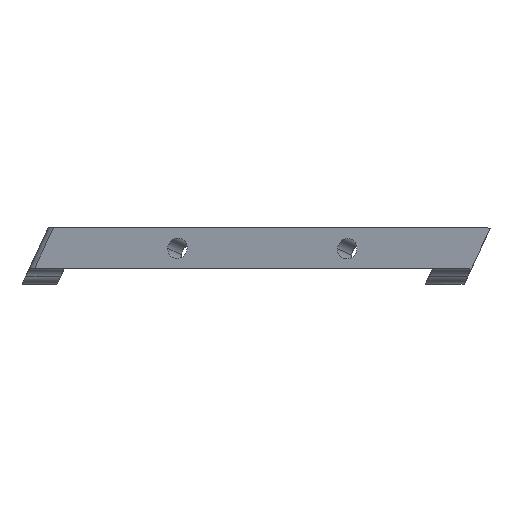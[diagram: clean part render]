
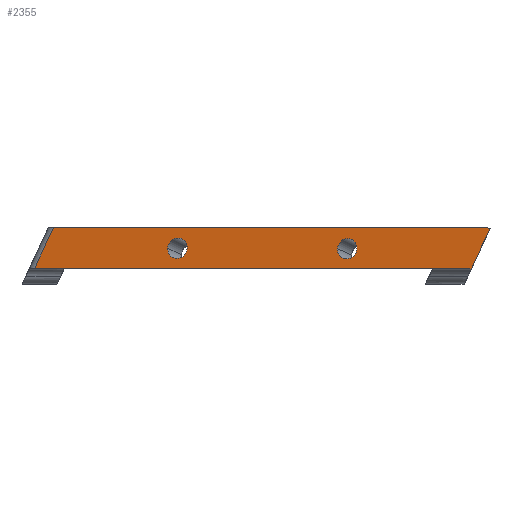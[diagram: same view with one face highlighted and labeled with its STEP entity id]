
A CAD part, left-side view. The second image highlights one B-rep face of the part: STEP entity #2355.
In plain terms, the highlighted planar face has unit normal (-0.939, 0.311, 0.145).
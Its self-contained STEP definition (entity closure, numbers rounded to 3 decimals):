
#20 = DIRECTION ( 'NONE',  ( -0.315, -0.949, 0. ) ) ;
#95 = EDGE_CURVE ( 'NONE', #1907, #485, #2086, .T. ) ;
#160 = CIRCLE ( 'NONE', #1495, 2.3 ) ;
#202 = ORIENTED_EDGE ( 'NONE', *, *, #2385, .T. ) ;
#293 = CARTESIAN_POINT ( 'NONE',  ( -95.484, 9.327, -12.063 ) ) ;
#328 = VECTOR ( 'NONE', #2129, 1000. ) ;
#351 = DIRECTION ( 'NONE',  ( 0., -0.423, 0.906 ) ) ;
#378 = CARTESIAN_POINT ( 'NONE',  ( -95.697, 8.799, -12.309 ) ) ;
#388 = CARTESIAN_POINT ( 'NONE',  ( -51.714, 141.412, -12.063 ) ) ;
#414 = CARTESIAN_POINT ( 'NONE',  ( -51.714, 137.186, -3. ) ) ;
#426 = DIRECTION ( 'NONE',  ( -0.343, -0.851, -0.397 ) ) ;
#485 = VERTEX_POINT ( 'NONE', #696 ) ;
#507 = ORIENTED_EDGE ( 'NONE', *, *, #1009, .F. ) ;
#527 = DIRECTION ( 'NONE',  ( -0.315, -0.949, 0. ) ) ;
#556 = DIRECTION ( 'NONE',  ( -0.939, 0.311, 0.145 ) ) ;
#560 = FACE_BOUND ( 'NONE', #634, .T. ) ;
#611 = VERTEX_POINT ( 'NONE', #2110 ) ;
#615 = VECTOR ( 'NONE', #20, 1000. ) ;
#624 = LINE ( 'NONE', #388, #615 ) ;
#634 = EDGE_LOOP ( 'NONE', ( #1527, #1798 ) ) ;
#692 = AXIS2_PLACEMENT_3D ( 'NONE', #1719, #739, #1297 ) ;
#696 = CARTESIAN_POINT ( 'NONE',  ( -86.536, 34.298, -7.703 ) ) ;
#698 = EDGE_CURVE ( 'NONE', #2088, #1246, #624, .T. ) ;
#701 = EDGE_LOOP ( 'NONE', ( #507, #1771 ) ) ;
#739 = DIRECTION ( 'NONE',  ( -0.939, 0.311, 0.145 ) ) ;
#794 = CARTESIAN_POINT ( 'NONE',  ( -85.089, 38.664, -7.703 ) ) ;
#831 = CARTESIAN_POINT ( 'NONE',  ( -72.493, 76.629, -7.607 ) ) ;
#864 = EDGE_CURVE ( 'NONE', #1897, #611, #1951, .T. ) ;
#899 = ORIENTED_EDGE ( 'NONE', *, *, #2368, .T. ) ;
#901 = DIRECTION ( 'NONE',  ( -0.939, 0.311, 0.145 ) ) ;
#902 = CARTESIAN_POINT ( 'NONE',  ( -63.332, 106.354, -12.063 ) ) ;
#927 = FACE_OUTER_BOUND ( 'NONE', #1903, .T. ) ;
#929 = CARTESIAN_POINT ( 'NONE',  ( -85.812, 36.481, -7.703 ) ) ;
#952 = PLANE ( 'NONE',  #692 ) ;
#974 = CARTESIAN_POINT ( 'NONE',  ( -95.484, 5.101, -3. ) ) ;
#977 = CARTESIAN_POINT ( 'NONE',  ( -73.217, 74.446, -7.607 ) ) ;
#1002 = CIRCLE ( 'NONE', #1325, 2.3 ) ;
#1009 = EDGE_CURVE ( 'NONE', #485, #1907, #1002, .T. ) ;
#1029 = CARTESIAN_POINT ( 'NONE',  ( -95.697, 4.573, -3.246 ) ) ;
#1087 = CARTESIAN_POINT ( 'NONE',  ( -63.332, 102.128, -3. ) ) ;
#1183 = DIRECTION ( 'NONE',  ( 0., -0.423, 0.906 ) ) ;
#1194 = EDGE_CURVE ( 'NONE', #1246, #1195, #1619, .T. ) ;
#1195 = VERTEX_POINT ( 'NONE', #2383 ) ;
#1228 = DIRECTION ( 'NONE',  ( -0.315, -0.949, 0. ) ) ;
#1246 = VERTEX_POINT ( 'NONE', #293 ) ;
#1275 = VERTEX_POINT ( 'NONE', #1087 ) ;
#1288 = ORIENTED_EDGE ( 'NONE', *, *, #1743, .F. ) ;
#1297 = DIRECTION ( 'NONE',  ( -0.315, -0.949, 0. ) ) ;
#1318 = DIRECTION ( 'NONE',  ( 0.343, 0.851, 0.397 ) ) ;
#1323 = DIRECTION ( 'NONE',  ( -0.315, -0.949, 0. ) ) ;
#1325 = AXIS2_PLACEMENT_3D ( 'NONE', #1499, #901, #527 ) ;
#1329 = CARTESIAN_POINT ( 'NONE',  ( -63.332, 106.354, -12.063 ) ) ;
#1332 = DIRECTION ( 'NONE',  ( -0.939, 0.311, 0.145 ) ) ;
#1344 = EDGE_CURVE ( 'NONE', #611, #1897, #160, .T. ) ;
#1389 = LINE ( 'NONE', #414, #328 ) ;
#1418 = ORIENTED_EDGE ( 'NONE', *, *, #698, .T. ) ;
#1449 = VECTOR ( 'NONE', #426, 1000. ) ;
#1495 = AXIS2_PLACEMENT_3D ( 'NONE', #977, #1332, #1323 ) ;
#1499 = CARTESIAN_POINT ( 'NONE',  ( -85.812, 36.481, -7.703 ) ) ;
#1506 = AXIS2_PLACEMENT_3D ( 'NONE', #2209, #1610, #1228 ) ;
#1525 = LINE ( 'NONE', #1329, #1532 ) ;
#1527 = ORIENTED_EDGE ( 'NONE', *, *, #1344, .F. ) ;
#1532 = VECTOR ( 'NONE', #351, 1000. ) ;
#1610 = DIRECTION ( 'NONE',  ( -0.939, 0.311, 0.145 ) ) ;
#1619 = LINE ( 'NONE', #2167, #1449 ) ;
#1719 = CARTESIAN_POINT ( 'NONE',  ( -85.306, 28.269, 13.182 ) ) ;
#1743 = EDGE_CURVE ( 'NONE', #2088, #1275, #1525, .T. ) ;
#1771 = ORIENTED_EDGE ( 'NONE', *, *, #95, .F. ) ;
#1798 = ORIENTED_EDGE ( 'NONE', *, *, #864, .F. ) ;
#1841 = DIRECTION ( 'NONE',  ( -0.315, -0.949, 0. ) ) ;
#1873 = VECTOR ( 'NONE', #1183, 1000. ) ;
#1883 = VERTEX_POINT ( 'NONE', #1029 ) ;
#1886 = CARTESIAN_POINT ( 'NONE',  ( -157.511, -148.645, -74.693 ) ) ;
#1897 = VERTEX_POINT ( 'NONE', #831 ) ;
#1903 = EDGE_LOOP ( 'NONE', ( #1418, #2238, #202, #899, #2297, #1288 ) ) ;
#1907 = VERTEX_POINT ( 'NONE', #794 ) ;
#1939 = VERTEX_POINT ( 'NONE', #974 ) ;
#1951 = CIRCLE ( 'NONE', #1506, 2.3 ) ;
#1954 = AXIS2_PLACEMENT_3D ( 'NONE', #929, #556, #1841 ) ;
#1974 = LINE ( 'NONE', #378, #1873 ) ;
#1993 = VECTOR ( 'NONE', #1318, 1000. ) ;
#2078 = LINE ( 'NONE', #1886, #1993 ) ;
#2086 = CIRCLE ( 'NONE', #1954, 2.3 ) ;
#2088 = VERTEX_POINT ( 'NONE', #902 ) ;
#2110 = CARTESIAN_POINT ( 'NONE',  ( -73.94, 72.263, -7.607 ) ) ;
#2129 = DIRECTION ( 'NONE',  ( -0.315, -0.949, 0. ) ) ;
#2167 = CARTESIAN_POINT ( 'NONE',  ( -157.511, -144.419, -83.756 ) ) ;
#2209 = CARTESIAN_POINT ( 'NONE',  ( -73.217, 74.446, -7.607 ) ) ;
#2238 = ORIENTED_EDGE ( 'NONE', *, *, #1194, .T. ) ;
#2297 = ORIENTED_EDGE ( 'NONE', *, *, #2435, .F. ) ;
#2355 = ADVANCED_FACE ( 'NONE', ( #560, #2460, #927 ), #952, .T. ) ;
#2368 = EDGE_CURVE ( 'NONE', #1883, #1939, #2078, .T. ) ;
#2383 = CARTESIAN_POINT ( 'NONE',  ( -95.697, 8.799, -12.309 ) ) ;
#2385 = EDGE_CURVE ( 'NONE', #1195, #1883, #1974, .T. ) ;
#2435 = EDGE_CURVE ( 'NONE', #1275, #1939, #1389, .T. ) ;
#2460 = FACE_BOUND ( 'NONE', #701, .T. ) ;
